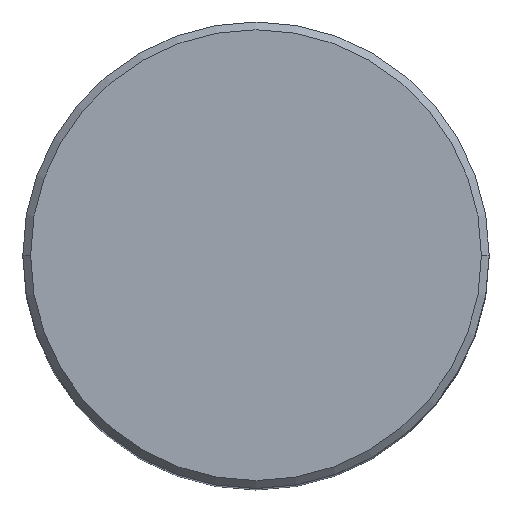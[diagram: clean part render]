
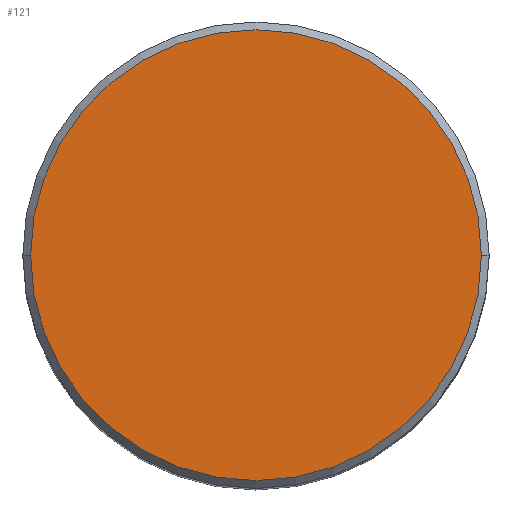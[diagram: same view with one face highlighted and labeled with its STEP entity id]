
A CAD part, top view. The second image highlights one B-rep face of the part: STEP entity #121.
In plain terms, the highlighted planar face has unit normal (0, 0, 1).
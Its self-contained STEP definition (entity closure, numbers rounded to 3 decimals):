
#9 = CARTESIAN_POINT ( 'NONE',  ( 0., 0., 0. ) ) ;
#29 = DIRECTION ( 'NONE',  ( 1., 0., 0. ) ) ;
#36 = EDGE_CURVE ( 'NONE', #322, #448, #150, .T. ) ;
#47 = FACE_OUTER_BOUND ( 'NONE', #414, .T. ) ;
#58 = ORIENTED_EDGE ( 'NONE', *, *, #36, .T. ) ;
#121 = ADVANCED_FACE ( 'NONE', ( #47 ), #394, .T. ) ;
#132 = DIRECTION ( 'NONE',  ( 1., 0., 0. ) ) ;
#150 = CIRCLE ( 'NONE', #488, 14.5 ) ;
#171 = DIRECTION ( 'NONE',  ( 0., 0., 1. ) ) ;
#225 = EDGE_CURVE ( 'NONE', #448, #322, #502, .T. ) ;
#230 = CARTESIAN_POINT ( 'NONE',  ( -14.5, 0., 0. ) ) ;
#254 = CARTESIAN_POINT ( 'NONE',  ( 0., 0., 0. ) ) ;
#257 = AXIS2_PLACEMENT_3D ( 'NONE', #563, #171, #132 ) ;
#286 = DIRECTION ( 'NONE',  ( 1., 0., 0. ) ) ;
#322 = VERTEX_POINT ( 'NONE', #230 ) ;
#345 = AXIS2_PLACEMENT_3D ( 'NONE', #9, #353, #286 ) ;
#353 = DIRECTION ( 'NONE',  ( 0., 0., 1. ) ) ;
#371 = ORIENTED_EDGE ( 'NONE', *, *, #225, .T. ) ;
#394 = PLANE ( 'NONE',  #345 ) ;
#414 = EDGE_LOOP ( 'NONE', ( #58, #371 ) ) ;
#415 = DIRECTION ( 'NONE',  ( 0., 0., 1. ) ) ;
#448 = VERTEX_POINT ( 'NONE', #500 ) ;
#488 = AXIS2_PLACEMENT_3D ( 'NONE', #254, #415, #29 ) ;
#500 = CARTESIAN_POINT ( 'NONE',  ( 14.5, 0., 0. ) ) ;
#502 = CIRCLE ( 'NONE', #257, 14.5 ) ;
#563 = CARTESIAN_POINT ( 'NONE',  ( 0., 0., 0. ) ) ;
